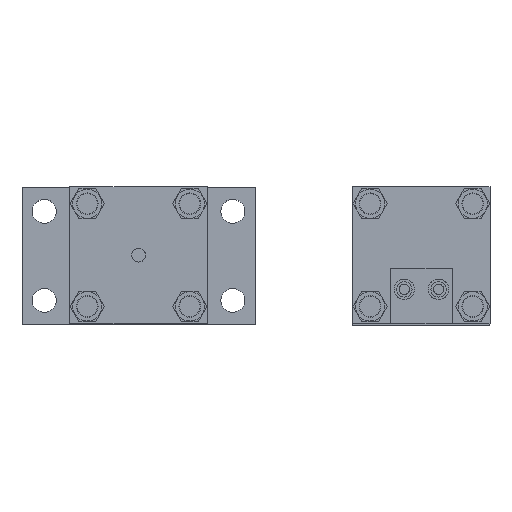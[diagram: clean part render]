
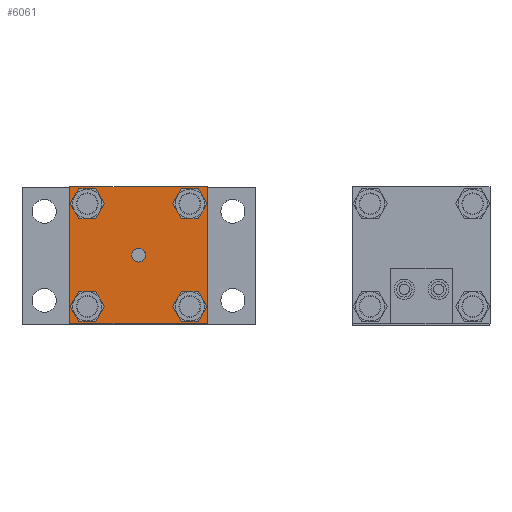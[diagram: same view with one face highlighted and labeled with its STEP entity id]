
A CAD part, top view. The second image highlights one B-rep face of the part: STEP entity #6061.
In plain terms, the highlighted planar face has unit normal (0, 0, 1).
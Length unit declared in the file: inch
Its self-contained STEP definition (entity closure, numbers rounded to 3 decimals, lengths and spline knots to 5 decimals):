
#45 = DIRECTION ( 'NONE',  ( 0., 0., 1. ) ) ;
#620 = DIRECTION ( 'NONE',  ( 1., 0., 0. ) ) ;
#661 = FACE_BOUND ( 'NONE', #12078, .T. ) ;
#669 = DIRECTION ( 'NONE',  ( 1., 0., 0. ) ) ;
#698 = CARTESIAN_POINT ( 'NONE',  ( 5.89946, 8.32806, 0.5 ) ) ;
#762 = DIRECTION ( 'NONE',  ( 1., 0., 0. ) ) ;
#915 = CARTESIAN_POINT ( 'NONE',  ( 6.64646, 9.26306, 0.5 ) ) ;
#1085 = VERTEX_POINT ( 'NONE', #15033 ) ;
#1117 = ORIENTED_EDGE ( 'NONE', *, *, #1433, .F. ) ;
#1164 = ORIENTED_EDGE ( 'NONE', *, *, #4764, .F. ) ;
#1202 = FACE_BOUND ( 'NONE', #6156, .T. ) ;
#1232 = CARTESIAN_POINT ( 'NONE',  ( 5.77291, 8.32806, 0.5 ) ) ;
#1405 = CARTESIAN_POINT ( 'NONE',  ( 7.02246, 7.39306, 0.5 ) ) ;
#1411 = CIRCLE ( 'NONE', #9381, 0.188 ) ;
#1433 = EDGE_CURVE ( 'NONE', #3620, #1658, #1854, .T. ) ;
#1465 = EDGE_CURVE ( 'NONE', #3909, #14946, #9634, .T. ) ;
#1657 = DIRECTION ( 'NONE',  ( 0., 0., 1. ) ) ;
#1658 = VERTEX_POINT ( 'NONE', #4732 ) ;
#1854 = CIRCLE ( 'NONE', #3317, 0.188 ) ;
#1960 = ORIENTED_EDGE ( 'NONE', *, *, #10317, .F. ) ;
#2044 = VECTOR ( 'NONE', #5470, 39.37008 ) ;
#2229 = VERTEX_POINT ( 'NONE', #6193 ) ;
#2482 = DIRECTION ( 'NONE',  ( 0., 0., 1. ) ) ;
#2645 = CARTESIAN_POINT ( 'NONE',  ( 5.89946, 8.32806, 0.5 ) ) ;
#2744 = DIRECTION ( 'NONE',  ( 1., 0., 0. ) ) ;
#2905 = VERTEX_POINT ( 'NONE', #15064 ) ;
#2980 = AXIS2_PLACEMENT_3D ( 'NONE', #13547, #7722, #5357 ) ;
#3192 = DIRECTION ( 'NONE',  ( 0., 0., 1. ) ) ;
#3317 = AXIS2_PLACEMENT_3D ( 'NONE', #6659, #3192, #762 ) ;
#3620 = VERTEX_POINT ( 'NONE', #13501 ) ;
#3909 = VERTEX_POINT ( 'NONE', #15086 ) ;
#4192 = CARTESIAN_POINT ( 'NONE',  ( 7.14946, 7.07806, 0.5 ) ) ;
#4220 = ORIENTED_EDGE ( 'NONE', *, *, #10856, .F. ) ;
#4367 = CIRCLE ( 'NONE', #2980, 0.188 ) ;
#4452 = EDGE_CURVE ( 'NONE', #10763, #3909, #6798, .T. ) ;
#4596 = ORIENTED_EDGE ( 'NONE', *, *, #6916, .T. ) ;
#4732 = CARTESIAN_POINT ( 'NONE',  ( 5.15246, 9.26306, 0.5 ) ) ;
#4764 = EDGE_CURVE ( 'NONE', #2229, #2905, #1411, .T. ) ;
#4822 = CARTESIAN_POINT ( 'NONE',  ( 4.96446, 9.26306, 0.5 ) ) ;
#4898 = CARTESIAN_POINT ( 'NONE',  ( 5.89946, 9.57806, 0.5 ) ) ;
#4973 = AXIS2_PLACEMENT_3D ( 'NONE', #13716, #11310, #8864 ) ;
#5035 = DIRECTION ( 'NONE',  ( 0., 0., 1. ) ) ;
#5117 = ORIENTED_EDGE ( 'NONE', *, *, #5722, .T. ) ;
#5130 = CARTESIAN_POINT ( 'NONE',  ( 4.64946, 5.57249, 0.5 ) ) ;
#5246 = ORIENTED_EDGE ( 'NONE', *, *, #7227, .F. ) ;
#5357 = DIRECTION ( 'NONE',  ( 1., 0., 0. ) ) ;
#5470 = DIRECTION ( 'NONE',  ( 0., -1., 0. ) ) ;
#5611 = CARTESIAN_POINT ( 'NONE',  ( 6.02601, 8.32806, 0.5 ) ) ;
#5669 = EDGE_CURVE ( 'NONE', #1085, #10754, #10279, .T. ) ;
#5722 = EDGE_CURVE ( 'NONE', #8891, #14946, #14512, .T. ) ;
#6061 = ADVANCED_FACE ( 'NONE', ( #12119, #1202, #6395, #661, #8408, #10086 ), #15210, .T. ) ;
#6156 = EDGE_LOOP ( 'NONE', ( #12027, #4220 ) ) ;
#6193 = CARTESIAN_POINT ( 'NONE',  ( 5.15246, 7.39306, 0.5 ) ) ;
#6258 = CARTESIAN_POINT ( 'NONE',  ( 6.64646, 7.39306, 0.5 ) ) ;
#6395 = FACE_BOUND ( 'NONE', #10574, .T. ) ;
#6416 = EDGE_LOOP ( 'NONE', ( #1164, #5246 ) ) ;
#6593 = DIRECTION ( 'NONE',  ( 1., 0., 0. ) ) ;
#6659 = CARTESIAN_POINT ( 'NONE',  ( 4.96446, 9.26306, 0.5 ) ) ;
#6798 = LINE ( 'NONE', #4898, #10499 ) ;
#6816 = CIRCLE ( 'NONE', #12659, 0.188 ) ;
#6916 = EDGE_CURVE ( 'NONE', #10763, #8891, #13925, .T. ) ;
#6974 = DIRECTION ( 'NONE',  ( 1., 0., 0. ) ) ;
#7126 = VECTOR ( 'NONE', #620, 39.37008 ) ;
#7199 = EDGE_LOOP ( 'NONE', ( #9426, #4596, #5117, #8143 ) ) ;
#7207 = AXIS2_PLACEMENT_3D ( 'NONE', #10590, #9605, #10680 ) ;
#7227 = EDGE_CURVE ( 'NONE', #2905, #2229, #12090, .T. ) ;
#7722 = DIRECTION ( 'NONE',  ( 0., 0., 1. ) ) ;
#7802 = AXIS2_PLACEMENT_3D ( 'NONE', #8830, #1657, #669 ) ;
#7920 = EDGE_CURVE ( 'NONE', #11129, #13589, #6816, .T. ) ;
#8143 = ORIENTED_EDGE ( 'NONE', *, *, #1465, .F. ) ;
#8358 = ORIENTED_EDGE ( 'NONE', *, *, #11001, .F. ) ;
#8387 = ORIENTED_EDGE ( 'NONE', *, *, #10570, .F. ) ;
#8408 = FACE_BOUND ( 'NONE', #6416, .T. ) ;
#8423 = AXIS2_PLACEMENT_3D ( 'NONE', #4822, #2482, #13068 ) ;
#8720 = VERTEX_POINT ( 'NONE', #5611 ) ;
#8830 = CARTESIAN_POINT ( 'NONE',  ( 6.83446, 9.26306, 0.5 ) ) ;
#8864 = DIRECTION ( 'NONE',  ( 1., 0., 0. ) ) ;
#8891 = VERTEX_POINT ( 'NONE', #13171 ) ;
#9074 = CARTESIAN_POINT ( 'NONE',  ( 7.14946, 5.57249, 0.5 ) ) ;
#9381 = AXIS2_PLACEMENT_3D ( 'NONE', #14870, #11433, #12513 ) ;
#9426 = ORIENTED_EDGE ( 'NONE', *, *, #4452, .F. ) ;
#9430 = AXIS2_PLACEMENT_3D ( 'NONE', #2645, #5035, #10915 ) ;
#9475 = VERTEX_POINT ( 'NONE', #1232 ) ;
#9605 = DIRECTION ( 'NONE',  ( 0., 0., 1. ) ) ;
#9634 = LINE ( 'NONE', #9074, #2044 ) ;
#9679 = EDGE_LOOP ( 'NONE', ( #8387, #1960 ) ) ;
#9684 = CARTESIAN_POINT ( 'NONE',  ( 4.64946, 9.57806, 0.5 ) ) ;
#10011 = AXIS2_PLACEMENT_3D ( 'NONE', #10599, #45, #6974 ) ;
#10086 = FACE_BOUND ( 'NONE', #9679, .T. ) ;
#10208 = EDGE_CURVE ( 'NONE', #10754, #1085, #4367, .T. ) ;
#10279 = CIRCLE ( 'NONE', #7802, 0.188 ) ;
#10317 = EDGE_CURVE ( 'NONE', #8720, #9475, #15067, .T. ) ;
#10499 = VECTOR ( 'NONE', #14235, 39.37008 ) ;
#10570 = EDGE_CURVE ( 'NONE', #9475, #8720, #13217, .T. ) ;
#10574 = EDGE_LOOP ( 'NONE', ( #11787, #14335 ) ) ;
#10590 = CARTESIAN_POINT ( 'NONE',  ( 5.89946, 5.57249, 0.5 ) ) ;
#10599 = CARTESIAN_POINT ( 'NONE',  ( 4.96446, 7.39306, 0.5 ) ) ;
#10680 = DIRECTION ( 'NONE',  ( 1., 0., 0. ) ) ;
#10754 = VERTEX_POINT ( 'NONE', #915 ) ;
#10763 = VERTEX_POINT ( 'NONE', #9684 ) ;
#10856 = EDGE_CURVE ( 'NONE', #13589, #11129, #11198, .T. ) ;
#10911 = CARTESIAN_POINT ( 'NONE',  ( 6.83446, 7.39306, 0.5 ) ) ;
#10915 = DIRECTION ( 'NONE',  ( 1., 0., 0. ) ) ;
#11001 = EDGE_CURVE ( 'NONE', #1658, #3620, #13940, .T. ) ;
#11069 = DIRECTION ( 'NONE',  ( 0., 0., 1. ) ) ;
#11129 = VERTEX_POINT ( 'NONE', #1405 ) ;
#11198 = CIRCLE ( 'NONE', #4973, 0.188 ) ;
#11310 = DIRECTION ( 'NONE',  ( 0., 0., 1. ) ) ;
#11433 = DIRECTION ( 'NONE',  ( 0., 0., 1. ) ) ;
#11787 = ORIENTED_EDGE ( 'NONE', *, *, #5669, .F. ) ;
#12027 = ORIENTED_EDGE ( 'NONE', *, *, #7920, .F. ) ;
#12078 = EDGE_LOOP ( 'NONE', ( #8358, #1117 ) ) ;
#12090 = CIRCLE ( 'NONE', #10011, 0.188 ) ;
#12119 = FACE_OUTER_BOUND ( 'NONE', #7199, .T. ) ;
#12284 = VECTOR ( 'NONE', #13427, 39.37008 ) ;
#12513 = DIRECTION ( 'NONE',  ( 1., 0., 0. ) ) ;
#12659 = AXIS2_PLACEMENT_3D ( 'NONE', #10911, #11069, #2744 ) ;
#12678 = AXIS2_PLACEMENT_3D ( 'NONE', #698, #15039, #6593 ) ;
#13068 = DIRECTION ( 'NONE',  ( 1., 0., 0. ) ) ;
#13171 = CARTESIAN_POINT ( 'NONE',  ( 4.64946, 7.07806, 0.5 ) ) ;
#13217 = CIRCLE ( 'NONE', #9430, 0.12655 ) ;
#13427 = DIRECTION ( 'NONE',  ( 0., -1., 0. ) ) ;
#13475 = CARTESIAN_POINT ( 'NONE',  ( 5.89946, 7.07806, 0.5 ) ) ;
#13501 = CARTESIAN_POINT ( 'NONE',  ( 4.77646, 9.26306, 0.5 ) ) ;
#13547 = CARTESIAN_POINT ( 'NONE',  ( 6.83446, 9.26306, 0.5 ) ) ;
#13589 = VERTEX_POINT ( 'NONE', #6258 ) ;
#13716 = CARTESIAN_POINT ( 'NONE',  ( 6.83446, 7.39306, 0.5 ) ) ;
#13925 = LINE ( 'NONE', #5130, #12284 ) ;
#13940 = CIRCLE ( 'NONE', #8423, 0.188 ) ;
#14235 = DIRECTION ( 'NONE',  ( 1., 0., 0. ) ) ;
#14335 = ORIENTED_EDGE ( 'NONE', *, *, #10208, .F. ) ;
#14512 = LINE ( 'NONE', #13475, #7126 ) ;
#14870 = CARTESIAN_POINT ( 'NONE',  ( 4.96446, 7.39306, 0.5 ) ) ;
#14946 = VERTEX_POINT ( 'NONE', #4192 ) ;
#15033 = CARTESIAN_POINT ( 'NONE',  ( 7.02246, 9.26306, 0.5 ) ) ;
#15039 = DIRECTION ( 'NONE',  ( 0., 0., 1. ) ) ;
#15064 = CARTESIAN_POINT ( 'NONE',  ( 4.77646, 7.39306, 0.5 ) ) ;
#15067 = CIRCLE ( 'NONE', #12678, 0.12655 ) ;
#15086 = CARTESIAN_POINT ( 'NONE',  ( 7.14946, 9.57806, 0.5 ) ) ;
#15210 = PLANE ( 'NONE',  #7207 ) ;
